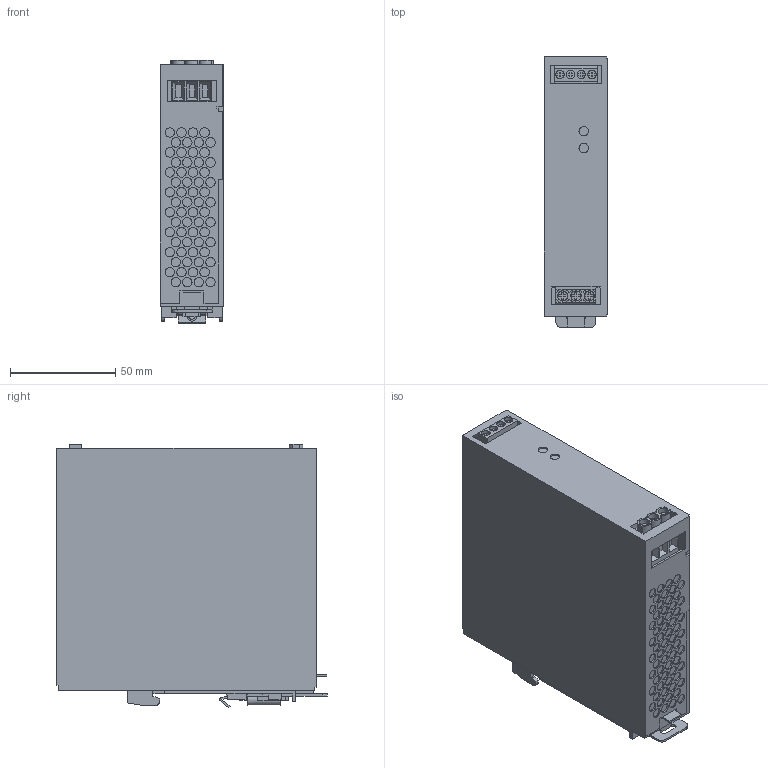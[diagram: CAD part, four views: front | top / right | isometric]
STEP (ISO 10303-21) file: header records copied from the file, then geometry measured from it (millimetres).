
FILE_DESCRIPTION(/* description */ ('STEP AP242','CAx-IF Rec.Pracs.---Representation and Presentation of Product Manufacturing Information (PMI)---4.0---2014-10-13','CAx-IF Rec.Pracs.---3D Tessellated Geometry---0.4---2014-09-14','2;1'),/* implementation_level */ '2;1');
FILE_NAME(/* name */ 'eaton-PSG120E24SMB-3d-model',/* time_stamp */ '2024-06-04T10:35:59+02:00',/* author */ ('License CC BY-ND 4.0'),/* organization */ ('CADENAS'),/* preprocessor_version */ 'ST-DEVELOPER v19.3',/* originating_system */ 'PARTsolutions',/* authorisation */ ' ');
FILE_SCHEMA (('AP242_MANAGED_MODEL_BASED_3D_ENGINEERING_MIM_LF { 1 0 10303 442 1 1 4 }'));
Length unit declared in the file: millimetre
Products named in the file (1): EP-401394
Bounding box: 30.1 x 128.8 x 125.42 mm (x, y, z)
Volume: 425975.4 mm3; surface area: 52110 mm2
Topology: 1 solids, 1 shells, 787 faces, 1966 edges, 1338 vertices
Faces by surface type: plane 595, cylinder 186, cone 6
Full cylindrical faces by diameter (mm): 2 x1, 3 x1, 3.5 x2, 3.6 x3, 4 x4, 4.5 x133, 4.6 x1, 4.7 x3, 4.9 x3, 5.3 x4
Entity records: 21487 total; most frequent: CARTESIAN_POINT 3661, DIRECTION 3639, ORIENTED_EDGE 3340, EDGE_CURVE 1670, LINE 1277, VECTOR 1277, VERTEX_POINT 1203, AXIS2_PLACEMENT_3D 1181
